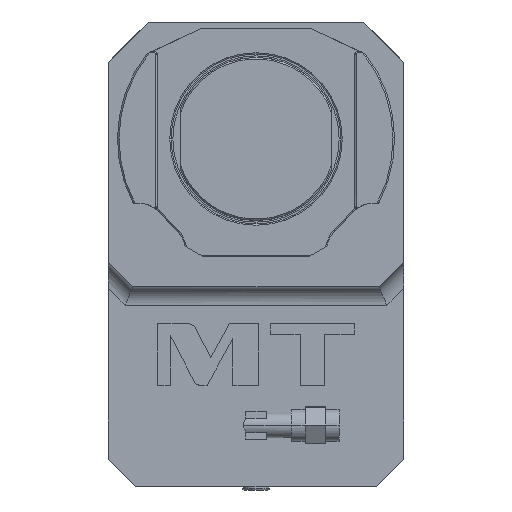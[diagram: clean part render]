
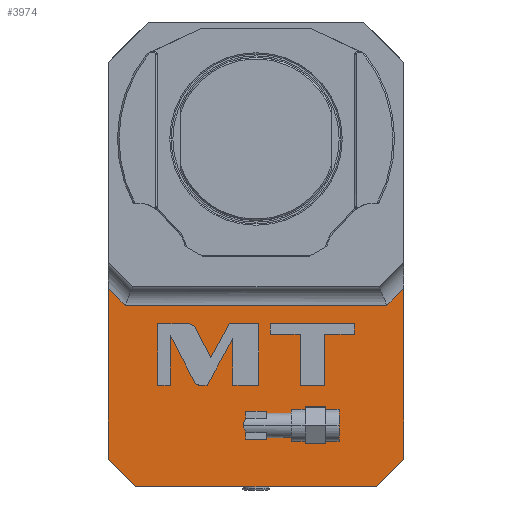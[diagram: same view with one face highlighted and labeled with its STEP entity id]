
A CAD part, left-side view. The second image highlights one B-rep face of the part: STEP entity #3974.
In plain terms, the highlighted planar face has unit normal (-1, 0, 0).
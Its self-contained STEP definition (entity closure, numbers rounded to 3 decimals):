
#105=DIRECTION('',(0.,1.,0.));
#106=VECTOR('',#105,78.);
#107=CARTESIAN_POINT('',(-47.5,-39.,-45.));
#108=LINE('',#107,#106);
#199=DIRECTION('',(0.,-0.707,-0.707));
#200=VECTOR('',#199,7.799);
#201=CARTESIAN_POINT('',(-47.5,48.,19.515));
#202=LINE('',#201,#200);
#203=DIRECTION('',(0.,1.,0.));
#204=VECTOR('',#203,84.971);
#205=CARTESIAN_POINT('',(-47.5,-42.485,14.));
#206=LINE('',#205,#204);
#207=DIRECTION('',(0.,-0.707,0.707));
#208=VECTOR('',#207,7.799);
#209=CARTESIAN_POINT('',(-47.5,-42.485,14.));
#210=LINE('',#209,#208);
#211=DIRECTION('',(0.,0.,-1.));
#212=VECTOR('',#211,55.515);
#213=CARTESIAN_POINT('',(-47.5,-48.,19.515));
#214=LINE('',#213,#212);
#215=DIRECTION('',(0.,-0.707,0.707));
#216=VECTOR('',#215,12.728);
#217=CARTESIAN_POINT('',(-47.5,-39.,-45.));
#218=LINE('',#217,#216);
#219=DIRECTION('',(0.,-0.707,-0.707));
#220=VECTOR('',#219,12.728);
#221=CARTESIAN_POINT('',(-47.5,48.,-36.));
#222=LINE('',#221,#220);
#223=DIRECTION('',(0.,0.,1.));
#224=VECTOR('',#223,55.515);
#225=CARTESIAN_POINT('',(-47.5,48.,-36.));
#226=LINE('',#225,#224);
#227=CARTESIAN_POINT('',(-47.5,0.,-25.));
#228=DIRECTION('',(1.,0.,0.));
#229=DIRECTION('',(0.,-1.,0.));
#230=AXIS2_PLACEMENT_3D('',#227,#228,#229);
#232=CARTESIAN_POINT('',(-47.5,0.,-25.));
#233=DIRECTION('',(1.,0.,0.));
#234=DIRECTION('',(0.,1.,0.));
#235=AXIS2_PLACEMENT_3D('',#232,#233,#234);
#237=CARTESIAN_POINT('',(-47.5,19.771,6.698));
#238=CARTESIAN_POINT('',(-47.5,20.186,7.501));
#239=CARTESIAN_POINT('',(-47.5,21.006,8.));
#240=CARTESIAN_POINT('',(-47.5,21.91,8.));
#242=DIRECTION('',(0.,1.,0.));
#243=VECTOR('',#242,10.054);
#244=CARTESIAN_POINT('',(-47.5,21.91,8.));
#245=LINE('',#244,#243);
#246=DIRECTION('',(0.,0.,-1.));
#247=VECTOR('',#246,20.);
#248=CARTESIAN_POINT('',(-47.5,31.964,8.));
#249=LINE('',#248,#247);
#250=DIRECTION('',(0.,-1.,0.));
#251=VECTOR('',#250,4.16);
#252=CARTESIAN_POINT('',(-47.5,31.964,-12.));
#253=LINE('',#252,#251);
#254=DIRECTION('',(0.,0.,1.));
#255=VECTOR('',#254,16.202);
#256=CARTESIAN_POINT('',(-47.5,27.804,-12.));
#257=LINE('',#256,#255);
#258=DIRECTION('',(0.,-0.459,-0.888));
#259=VECTOR('',#258,16.774);
#260=CARTESIAN_POINT('',(-47.5,27.804,4.202));
#261=LINE('',#260,#259);
#262=CARTESIAN_POINT('',(-47.5,20.1,-10.698));
#263=CARTESIAN_POINT('',(-47.5,19.684,-11.502));
#264=CARTESIAN_POINT('',(-47.5,18.863,-12.));
#265=CARTESIAN_POINT('',(-47.5,17.958,-12.));
#267=DIRECTION('',(0.,-1.,0.));
#268=VECTOR('',#267,2.086);
#269=CARTESIAN_POINT('',(-47.5,17.958,-12.));
#270=LINE('',#269,#268);
#271=DIRECTION('',(0.,-0.481,0.877));
#272=VECTOR('',#271,17.353);
#273=CARTESIAN_POINT('',(-47.5,15.872,-12.));
#274=LINE('',#273,#272);
#275=DIRECTION('',(0.,0.,-1.));
#276=VECTOR('',#275,15.212);
#277=CARTESIAN_POINT('',(-47.5,7.522,3.212));
#278=LINE('',#277,#276);
#279=DIRECTION('',(0.,-1.,0.));
#280=VECTOR('',#279,8.416);
#281=CARTESIAN_POINT('',(-47.5,7.522,-12.));
#282=LINE('',#281,#280);
#283=DIRECTION('',(0.,0.,1.));
#284=VECTOR('',#283,20.);
#285=CARTESIAN_POINT('',(-47.5,-0.894,-12.));
#286=LINE('',#285,#284);
#287=DIRECTION('',(0.,1.,0.));
#288=VECTOR('',#287,9.488);
#289=CARTESIAN_POINT('',(-47.5,-0.894,8.));
#290=LINE('',#289,#288);
#291=DIRECTION('',(0.,0.481,-0.877));
#292=VECTOR('',#291,12.681);
#293=CARTESIAN_POINT('',(-47.5,8.594,8.));
#294=LINE('',#293,#292);
#295=DIRECTION('',(0.,0.459,0.888));
#296=VECTOR('',#295,11.049);
#297=CARTESIAN_POINT('',(-47.5,14.696,-3.116));
#298=LINE('',#297,#296);
#299=DIRECTION('',(0.,0.,-1.));
#300=VECTOR('',#299,16.594);
#301=CARTESIAN_POINT('',(-47.5,-14.344,4.594));
#302=LINE('',#301,#300);
#303=DIRECTION('',(0.,-1.,0.));
#304=VECTOR('',#303,7.922);
#305=CARTESIAN_POINT('',(-47.5,-14.344,-12.));
#306=LINE('',#305,#304);
#307=DIRECTION('',(0.,0.,1.));
#308=VECTOR('',#307,16.594);
#309=CARTESIAN_POINT('',(-47.5,-22.266,-12.));
#310=LINE('',#309,#308);
#311=DIRECTION('',(0.,-1.,0.));
#312=VECTOR('',#311,9.696);
#313=CARTESIAN_POINT('',(-47.5,-22.266,4.594));
#314=LINE('',#313,#312);
#315=DIRECTION('',(0.,0.,1.));
#316=VECTOR('',#315,3.406);
#317=CARTESIAN_POINT('',(-47.5,-31.962,4.594));
#318=LINE('',#317,#316);
#319=DIRECTION('',(0.,1.,0.));
#320=VECTOR('',#319,27.314);
#321=CARTESIAN_POINT('',(-47.5,-31.962,8.));
#322=LINE('',#321,#320);
#323=DIRECTION('',(0.,0.,-1.));
#324=VECTOR('',#323,3.406);
#325=CARTESIAN_POINT('',(-47.5,-4.648,8.));
#326=LINE('',#325,#324);
#327=DIRECTION('',(0.,-1.,0.));
#328=VECTOR('',#327,9.696);
#329=CARTESIAN_POINT('',(-47.5,-4.648,4.594));
#330=LINE('',#329,#328);
#3127=CARTESIAN_POINT('',(-47.5,48.,-36.));
#3128=CARTESIAN_POINT('',(-47.5,39.,-45.));
#3129=VERTEX_POINT('',#3127);
#3130=VERTEX_POINT('',#3128);
#3131=CARTESIAN_POINT('',(-47.5,-39.,-45.));
#3132=CARTESIAN_POINT('',(-47.5,-48.,-36.));
#3133=VERTEX_POINT('',#3131);
#3134=VERTEX_POINT('',#3132);
#3147=CARTESIAN_POINT('',(-47.5,48.,19.515));
#3148=CARTESIAN_POINT('',(-47.5,42.485,14.));
#3149=VERTEX_POINT('',#3147);
#3150=VERTEX_POINT('',#3148);
#3151=CARTESIAN_POINT('',(-47.5,-42.485,14.));
#3152=VERTEX_POINT('',#3151);
#3155=CARTESIAN_POINT('',(-47.5,-48.,19.515));
#3156=VERTEX_POINT('',#3155);
#3569=CARTESIAN_POINT('',(-47.5,-4.,-25.));
#3570=CARTESIAN_POINT('',(-47.5,4.,-25.));
#3571=VERTEX_POINT('',#3569);
#3572=VERTEX_POINT('',#3570);
#3616=CARTESIAN_POINT('',(-47.5,19.771,6.698));
#3617=VERTEX_POINT('',#3616);
#3618=CARTESIAN_POINT('',(-47.5,21.91,8.));
#3619=VERTEX_POINT('',#3618);
#3620=CARTESIAN_POINT('',(-47.5,31.964,8.));
#3621=VERTEX_POINT('',#3620);
#3622=CARTESIAN_POINT('',(-47.5,31.964,-12.));
#3623=VERTEX_POINT('',#3622);
#3624=CARTESIAN_POINT('',(-47.5,27.804,-12.));
#3625=VERTEX_POINT('',#3624);
#3626=CARTESIAN_POINT('',(-47.5,27.804,4.202));
#3627=VERTEX_POINT('',#3626);
#3628=CARTESIAN_POINT('',(-47.5,20.1,-10.698));
#3629=VERTEX_POINT('',#3628);
#3630=CARTESIAN_POINT('',(-47.5,17.958,-12.));
#3631=VERTEX_POINT('',#3630);
#3632=CARTESIAN_POINT('',(-47.5,15.872,-12.));
#3633=VERTEX_POINT('',#3632);
#3634=CARTESIAN_POINT('',(-47.5,7.522,3.212));
#3635=VERTEX_POINT('',#3634);
#3636=CARTESIAN_POINT('',(-47.5,7.522,-12.));
#3637=VERTEX_POINT('',#3636);
#3638=CARTESIAN_POINT('',(-47.5,-0.894,-12.));
#3639=VERTEX_POINT('',#3638);
#3640=CARTESIAN_POINT('',(-47.5,-0.894,8.));
#3641=VERTEX_POINT('',#3640);
#3642=CARTESIAN_POINT('',(-47.5,8.594,8.));
#3643=VERTEX_POINT('',#3642);
#3644=CARTESIAN_POINT('',(-47.5,14.696,-3.116));
#3645=VERTEX_POINT('',#3644);
#3646=CARTESIAN_POINT('',(-47.5,-14.344,4.594));
#3647=VERTEX_POINT('',#3646);
#3648=CARTESIAN_POINT('',(-47.5,-14.344,-12.));
#3649=VERTEX_POINT('',#3648);
#3650=CARTESIAN_POINT('',(-47.5,-22.266,-12.));
#3651=VERTEX_POINT('',#3650);
#3652=CARTESIAN_POINT('',(-47.5,-22.266,4.594));
#3653=VERTEX_POINT('',#3652);
#3654=CARTESIAN_POINT('',(-47.5,-31.962,4.594));
#3655=VERTEX_POINT('',#3654);
#3656=CARTESIAN_POINT('',(-47.5,-31.962,8.));
#3657=VERTEX_POINT('',#3656);
#3658=CARTESIAN_POINT('',(-47.5,-4.648,8.));
#3659=VERTEX_POINT('',#3658);
#3660=CARTESIAN_POINT('',(-47.5,-4.648,4.594));
#3661=VERTEX_POINT('',#3660);
#3900=CARTESIAN_POINT('',(-47.5,48.,-45.));
#3901=DIRECTION('',(1.,0.,0.));
#3902=DIRECTION('',(0.,0.,1.));
#3903=AXIS2_PLACEMENT_3D('',#3900,#3901,#3902);
#3904=PLANE('',#3903);
#3906=ORIENTED_EDGE('',*,*,#3905,.T.);
#3908=ORIENTED_EDGE('',*,*,#3907,.F.);
#3910=ORIENTED_EDGE('',*,*,#3909,.T.);
#3911=ORIENTED_EDGE('',*,*,#3871,.T.);
#3912=ORIENTED_EDGE('',*,*,#3891,.F.);
#3913=ORIENTED_EDGE('',*,*,#3754,.T.);
#3914=ORIENTED_EDGE('',*,*,#3785,.F.);
#3915=ORIENTED_EDGE('',*,*,#3807,.T.);
#3916=EDGE_LOOP('',(#3906,#3908,#3910,#3911,#3912,#3913,#3914,#3915));
#3917=FACE_OUTER_BOUND('',#3916,.F.);
#3919=ORIENTED_EDGE('',*,*,#3918,.F.);
#3921=ORIENTED_EDGE('',*,*,#3920,.F.);
#3922=EDGE_LOOP('',(#3919,#3921));
#3923=FACE_BOUND('',#3922,.F.);
#3925=ORIENTED_EDGE('',*,*,#3924,.T.);
#3927=ORIENTED_EDGE('',*,*,#3926,.T.);
#3929=ORIENTED_EDGE('',*,*,#3928,.T.);
#3931=ORIENTED_EDGE('',*,*,#3930,.T.);
#3933=ORIENTED_EDGE('',*,*,#3932,.T.);
#3935=ORIENTED_EDGE('',*,*,#3934,.T.);
#3937=ORIENTED_EDGE('',*,*,#3936,.T.);
#3939=ORIENTED_EDGE('',*,*,#3938,.T.);
#3941=ORIENTED_EDGE('',*,*,#3940,.T.);
#3943=ORIENTED_EDGE('',*,*,#3942,.T.);
#3945=ORIENTED_EDGE('',*,*,#3944,.T.);
#3947=ORIENTED_EDGE('',*,*,#3946,.T.);
#3949=ORIENTED_EDGE('',*,*,#3948,.T.);
#3951=ORIENTED_EDGE('',*,*,#3950,.T.);
#3953=ORIENTED_EDGE('',*,*,#3952,.T.);
#3954=EDGE_LOOP('',(#3925,#3927,#3929,#3931,#3933,#3935,#3937,#3939,#3941,#3943,
#3945,#3947,#3949,#3951,#3953));
#3955=FACE_BOUND('',#3954,.F.);
#3957=ORIENTED_EDGE('',*,*,#3956,.T.);
#3959=ORIENTED_EDGE('',*,*,#3958,.T.);
#3961=ORIENTED_EDGE('',*,*,#3960,.T.);
#3963=ORIENTED_EDGE('',*,*,#3962,.T.);
#3965=ORIENTED_EDGE('',*,*,#3964,.T.);
#3967=ORIENTED_EDGE('',*,*,#3966,.T.);
#3969=ORIENTED_EDGE('',*,*,#3968,.T.);
#3971=ORIENTED_EDGE('',*,*,#3970,.T.);
#3972=EDGE_LOOP('',(#3957,#3959,#3961,#3963,#3965,#3967,#3969,#3971));
#3973=FACE_BOUND('',#3972,.F.);
#3974=ADVANCED_FACE('',(#3917,#3923,#3955,#3973),#3904,.F.);
#231=CIRCLE('',#230,4.);
#236=CIRCLE('',#235,4.);
#241=B_SPLINE_CURVE_WITH_KNOTS('',3,(#237,#238,#239,#240),.UNSPECIFIED.,.F.,.F.,
(4,4),(0.,1.),.UNSPECIFIED.);
#266=B_SPLINE_CURVE_WITH_KNOTS('',3,(#262,#263,#264,#265),.UNSPECIFIED.,.F.,.F.,
(4,4),(0.,1.),.UNSPECIFIED.);
#3754=EDGE_CURVE('',#3133,#3130,#108,.T.);
#3785=EDGE_CURVE('',#3129,#3130,#222,.T.);
#3807=EDGE_CURVE('',#3129,#3149,#226,.T.);
#3871=EDGE_CURVE('',#3156,#3134,#214,.T.);
#3891=EDGE_CURVE('',#3133,#3134,#218,.T.);
#3905=EDGE_CURVE('',#3149,#3150,#202,.T.);
#3907=EDGE_CURVE('',#3152,#3150,#206,.T.);
#3909=EDGE_CURVE('',#3152,#3156,#210,.T.);
#3918=EDGE_CURVE('',#3571,#3572,#231,.T.);
#3920=EDGE_CURVE('',#3572,#3571,#236,.T.);
#3924=EDGE_CURVE('',#3617,#3619,#241,.T.);
#3926=EDGE_CURVE('',#3619,#3621,#245,.T.);
#3928=EDGE_CURVE('',#3621,#3623,#249,.T.);
#3930=EDGE_CURVE('',#3623,#3625,#253,.T.);
#3932=EDGE_CURVE('',#3625,#3627,#257,.T.);
#3934=EDGE_CURVE('',#3627,#3629,#261,.T.);
#3936=EDGE_CURVE('',#3629,#3631,#266,.T.);
#3938=EDGE_CURVE('',#3631,#3633,#270,.T.);
#3940=EDGE_CURVE('',#3633,#3635,#274,.T.);
#3942=EDGE_CURVE('',#3635,#3637,#278,.T.);
#3944=EDGE_CURVE('',#3637,#3639,#282,.T.);
#3946=EDGE_CURVE('',#3639,#3641,#286,.T.);
#3948=EDGE_CURVE('',#3641,#3643,#290,.T.);
#3950=EDGE_CURVE('',#3643,#3645,#294,.T.);
#3952=EDGE_CURVE('',#3645,#3617,#298,.T.);
#3956=EDGE_CURVE('',#3647,#3649,#302,.T.);
#3958=EDGE_CURVE('',#3649,#3651,#306,.T.);
#3960=EDGE_CURVE('',#3651,#3653,#310,.T.);
#3962=EDGE_CURVE('',#3653,#3655,#314,.T.);
#3964=EDGE_CURVE('',#3655,#3657,#318,.T.);
#3966=EDGE_CURVE('',#3657,#3659,#322,.T.);
#3968=EDGE_CURVE('',#3659,#3661,#326,.T.);
#3970=EDGE_CURVE('',#3661,#3647,#330,.T.);
